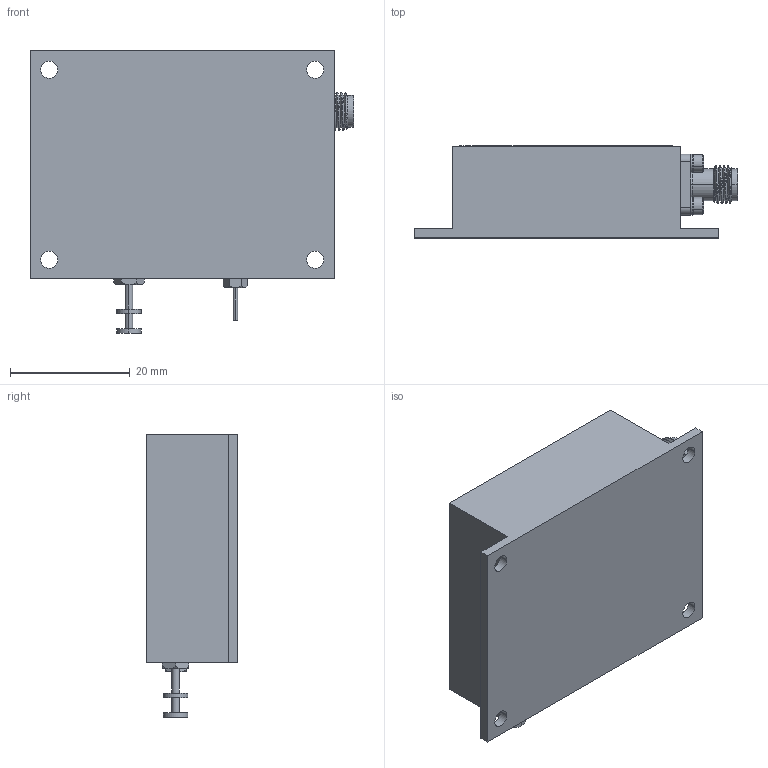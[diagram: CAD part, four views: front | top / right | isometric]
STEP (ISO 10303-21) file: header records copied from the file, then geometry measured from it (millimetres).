
FILE_DESCRIPTION (( 'STEP AP214' ), '1' );
FILE_NAME ('FMXR1005_3D.step', '2025-12-05T16:17:18', ( '' ), ( '' ), 'SwSTEP 2.0', 'SolidWorks 2025', '' );
FILE_SCHEMA (( 'AUTOMOTIVE_DESIGN' ));
Length unit declared in the file: inch
Products named in the file (1): FMXR1005_3D
Bounding box: 54.1 x 15.37 x 47.24 mm (x, y, z)
Volume: 23341.5 mm3; surface area: 7130.9 mm2
Topology: 1 solids, 10 shells, 707 faces, 1826 edges, 1179 vertices
Faces by surface type: plane 296, cylinder 212, cone 104, bspline 93, torus 2
Entity records: 33715 total; most frequent: CARTESIAN_POINT 17980, ORIENTED_EDGE 3636, DIRECTION 2747, EDGE_CURVE 1818, VERTEX_POINT 1179, AXIS2_PLACEMENT_3D 943, VECTOR 861, LINE 861
